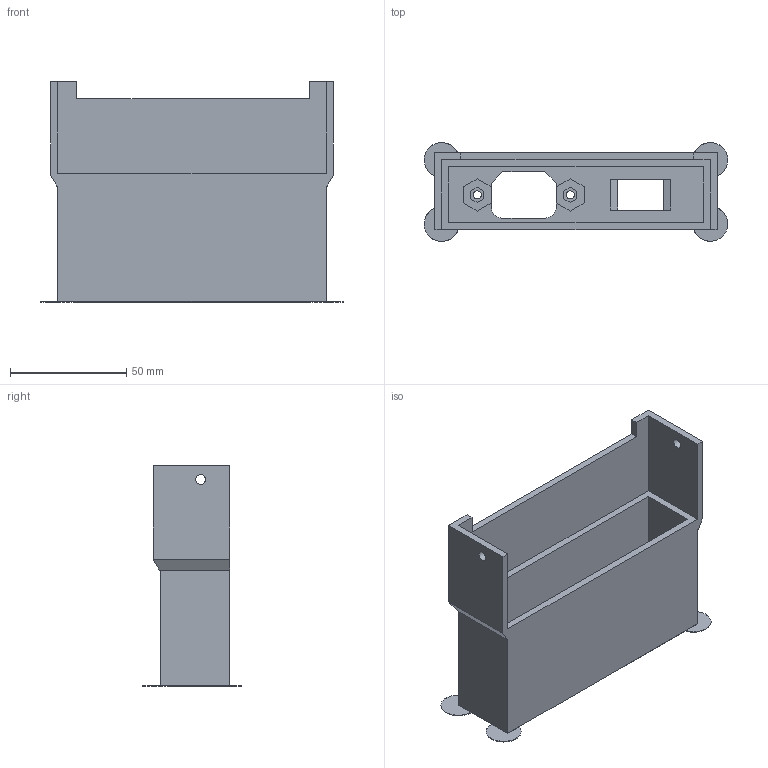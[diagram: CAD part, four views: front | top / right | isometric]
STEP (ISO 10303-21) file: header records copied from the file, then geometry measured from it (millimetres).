
FILE_DESCRIPTION(/* description */ (''),/* implementation_level */ '2;1');
FILE_NAME(/* name */ 'd300_psu_box.step',/* time_stamp */ '2017-07-21T18:23:22-04:00',/* author */ (''),/* organization */ (''),/* preprocessor_version */ 'ST-DEVELOPER v16.13',/* originating_system */ 'Autodesk Translation Framework v6.1.1.50',/* authorisation */ '');
FILE_SCHEMA (('AUTOMOTIVE_DESIGN { 1 0 10303 214 3 1 1 }'));
Length unit declared in the file: millimetre
Products named in the file (2): d_psu_box v5; Component1
Assembly tree (1 placements, depth 2):
  d_psu_box v5
    Component1
Bounding box: 130.47 x 42.47 x 95 mm (x, y, z)
Volume: 72549.2 mm3; surface area: 51248.3 mm2
Topology: 1 solids, 1 shells, 104 faces, 277 edges, 178 vertices
Faces by surface type: plane 86, cylinder 14, cone 4
Full cylindrical faces by diameter (mm): 3.5 x2, 4.2 x2
Entity records: 3228 total; most frequent: CARTESIAN_POINT 556, ORIENTED_EDGE 542, DIRECTION 525, EDGE_CURVE 271, LINE 231, VECTOR 231, VERTEX_POINT 178, AXIS2_PLACEMENT_3D 147
